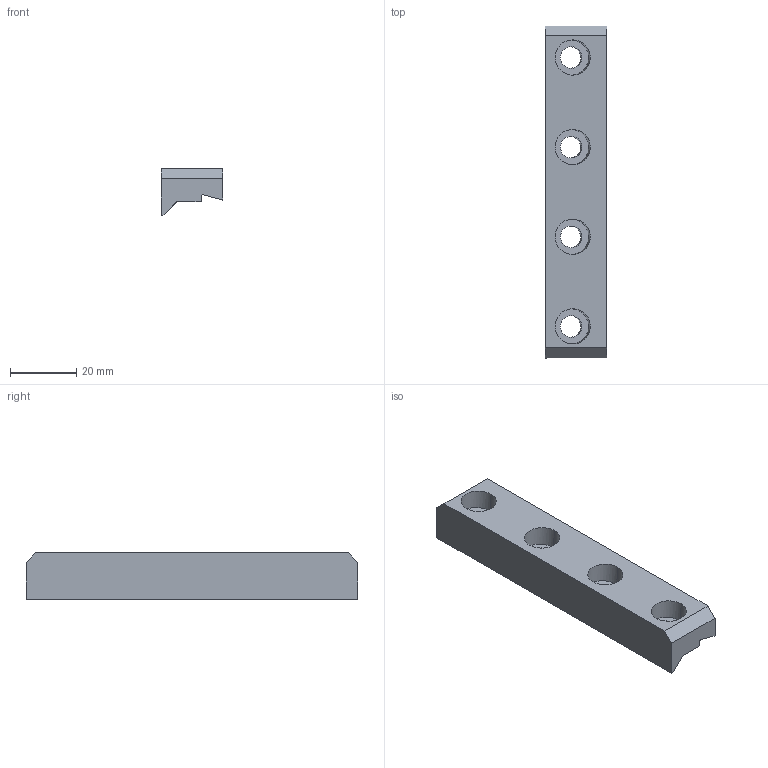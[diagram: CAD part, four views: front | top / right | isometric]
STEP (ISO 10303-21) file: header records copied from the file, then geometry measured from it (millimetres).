
FILE_DESCRIPTION(/* description */ (''),/* implementation_level */ '2;1');
FILE_NAME(/* name */ 'GWCW2.stp',/* time_stamp */ '2022-02-03T10:43:29+09:00',/* author */ (''),/* organization */ (''),/* preprocessor_version */ 'ST-DEVELOPER v16',/* originating_system */ 'SIEMENS PLM Software NX 10.0',/* authorisation */ '');
FILE_SCHEMA (('AUTOMOTIVE_DESIGN { 1 0 10303 214 3 1 1 1 }'));
Length unit declared in the file: millimetre
Products named in the file (1): GWCW2
Bounding box: 18.5 x 100 x 14.1 mm (x, y, z)
Volume: 15927.9 mm3; surface area: 7568.5 mm2
Topology: 1 solids, 1 shells, 33 faces, 93 edges, 63 vertices
Faces by surface type: cylinder 17, plane 16
Entity records: 1382 total; most frequent: DIRECTION 207, CARTESIAN_POINT 192, ORIENTED_EDGE 186, EDGE_CURVE 93, AXIS2_PLACEMENT_3D 78, VERTEX_POINT 62, LINE 51, VECTOR 51
